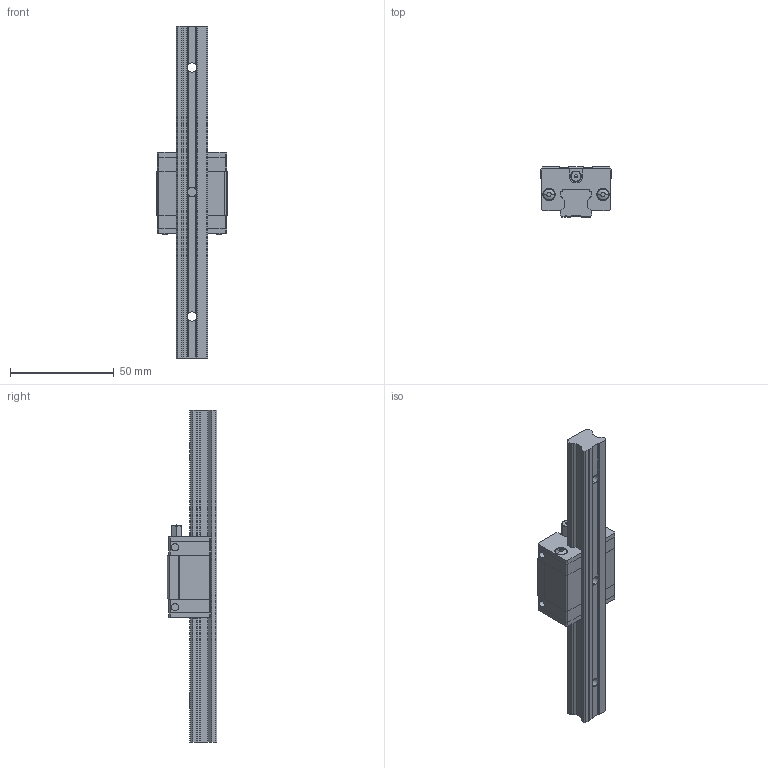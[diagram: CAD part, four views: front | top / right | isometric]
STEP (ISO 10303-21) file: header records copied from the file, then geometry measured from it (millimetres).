
FILE_DESCRIPTION (( 'STEP AP203' ), '1' );
FILE_NAME ('SBI 15 SV.STEP', '2015-01-06T04:30:10', ( 'star' ), ( '' ), 'SwSTEP 2.0', 'SolidWorks 2013', '' );
FILE_SCHEMA (( 'CONFIG_CONTROL_DESIGN' ));
Length unit declared in the file: millimetre
Products named in the file (7): DEFAULT_4; SBI 15 SV; DEFAULT_2; DEFAULT_5; DEFAULT_3; 1N; DEFAULT_1
Assembly tree (11 placements, depth 2):
  SBI 15 SV
    DEFAULT_1
    DEFAULT_2
    DEFAULT_3  x2
    DEFAULT_4  x2
    DEFAULT_5  x4
    1N
Bounding box: 34 x 24 x 160 mm (x, y, z)
Volume: 47159.2 mm3; surface area: 21929.9 mm2
Topology: 11 solids, 11 shells, 387 faces, 1011 edges, 658 vertices
Faces by surface type: plane 232, cylinder 117, bspline 18, cone 12, torus 8
Entity records: 8853 total; most frequent: CARTESIAN_POINT 1683, ORIENTED_EDGE 1324, DIRECTION 1299, EDGE_CURVE 662, VECTOR 453, LINE 453, VERTEX_POINT 436, AXIS2_PLACEMENT_3D 423
